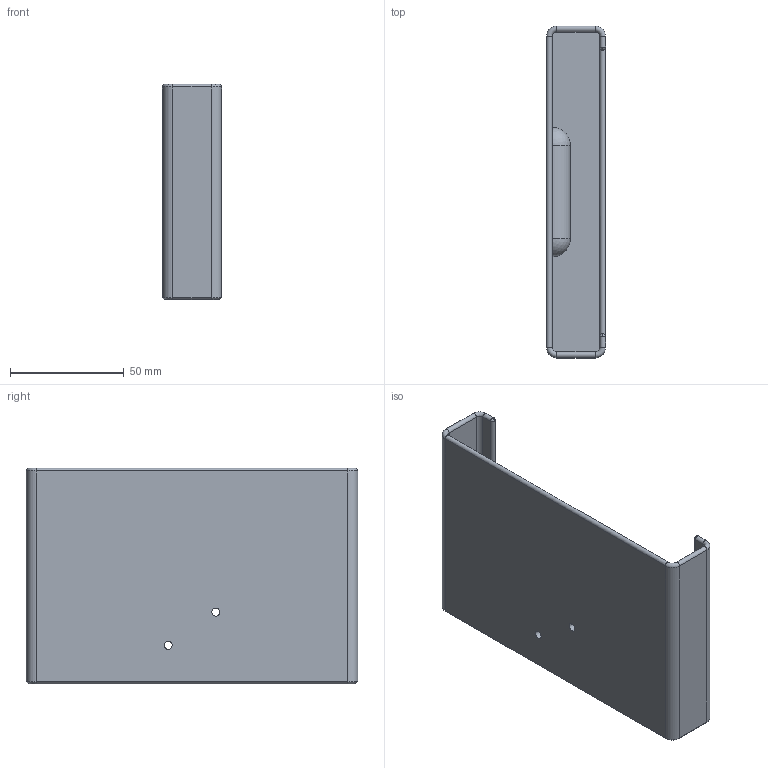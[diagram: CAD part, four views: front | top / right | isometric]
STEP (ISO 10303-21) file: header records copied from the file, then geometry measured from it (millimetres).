
FILE_DESCRIPTION(/* description */ (''),/* implementation_level */ '2;1');
FILE_NAME(/* name */ 'K400 Wall Mount v1 (solid).step',/* time_stamp */ '2023-11-25T00:00:13-06:00',/* author */ (''),/* organization */ (''),/* preprocessor_version */ 'ST-DEVELOPER v20',/* originating_system */ 'Autodesk Translation Framework v12.14.0.127',/* authorisation */ '');
FILE_SCHEMA (('AUTOMOTIVE_DESIGN { 1 0 10303 214 3 1 1 }'));
Length unit declared in the file: millimetre
Products named in the file (1): K400 Wall Mount
Bounding box: 26.04 x 146.04 x 95 mm (x, y, z)
Volume: 70895.7 mm3; surface area: 48798.4 mm2
Topology: 1 solids, 1 shells, 419 faces, 1054 edges, 692 vertices
Faces by surface type: plane 376, cylinder 23, cone 10, sphere 6, torus 4
Full cylindrical faces by diameter (mm): 3.6 x2, 10 x2
Entity records: 12352 total; most frequent: CARTESIAN_POINT 2184, ORIENTED_EDGE 2108, DIRECTION 1954, EDGE_CURVE 1054, LINE 982, VECTOR 982, VERTEX_POINT 692, AXIS2_PLACEMENT_3D 486
